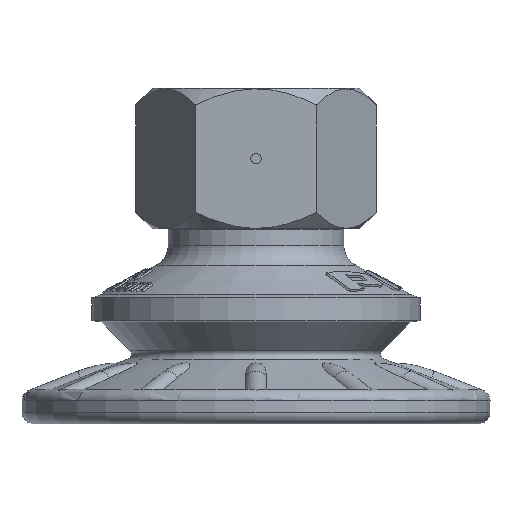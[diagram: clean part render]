
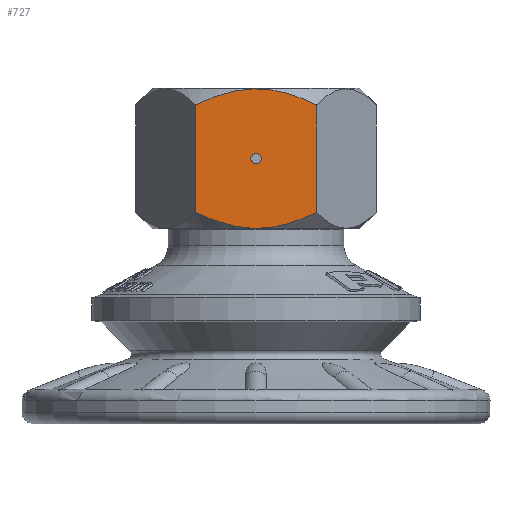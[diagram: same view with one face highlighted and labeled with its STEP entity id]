
A CAD part, front view. The second image highlights one B-rep face of the part: STEP entity #727.
In plain terms, the highlighted planar face has unit normal (0, -1, 0).
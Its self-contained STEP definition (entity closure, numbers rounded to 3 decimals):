
#727 = ADVANCED_FACE( '', ( #1588, #1589 ), #1590, .T. );
#1588 = FACE_BOUND( '', #2639, .T. );
#1589 = FACE_OUTER_BOUND( '', #2640, .T. );
#1590 = PLANE( '', #2641 );
#2639 = EDGE_LOOP( '', ( #4677 ) );
#2640 = EDGE_LOOP( '', ( #4678, #4679, #4680, #4681 ) );
#2641 = AXIS2_PLACEMENT_3D( '', #4682, #4683, #4684 );
#4677 = ORIENTED_EDGE( '', *, *, #6972, .T. );
#4678 = ORIENTED_EDGE( '', *, *, #6804, .F. );
#4679 = ORIENTED_EDGE( '', *, *, #6618, .F. );
#4680 = ORIENTED_EDGE( '', *, *, #6973, .F. );
#4681 = ORIENTED_EDGE( '', *, *, #6485, .T. );
#4682 = CARTESIAN_POINT( '', ( -5.774, -10., 0.5 ) );
#4683 = DIRECTION( '', ( 0., -1., 0. ) );
#4684 = DIRECTION( '', ( 0., 0., -1. ) );
#6485 = EDGE_CURVE( '', #7643, #7640, #7644, .T. );
#6618 = EDGE_CURVE( '', #7869, #7865, #7871, .T. );
#6804 = EDGE_CURVE( '', #7865, #7640, #8163, .T. );
#6972 = EDGE_CURVE( '', #8415, #8415, #8416, .T. );
#6973 = EDGE_CURVE( '', #7643, #7869, #8417, .F. );
#7640 = VERTEX_POINT( '', #9756 );
#7643 = VERTEX_POINT( '', #9770 );
#7644 = LINE( '', #9771, #9772 );
#7865 = VERTEX_POINT( '', #10324 );
#7869 = VERTEX_POINT( '', #10340 );
#7871 = LINE( '', #10353, #10354 );
#8163 = B_SPLINE_CURVE_WITH_KNOTS( '', 3, ( #11156, #11157, #11158, #11159, #11160, #11161, #11162, #11163, #11164, #11165, #11166, #11167, #11168, #11169, #11170, #11171, #11172, #11173 ), .UNSPECIFIED., .F., .F., ( 4, 2, 2, 2, 2, 2, 2, 2, 4 ), ( 0.007, 0.009, 0.01, 0.012, 0.013, 0.013, 0.016, 0.018, 0.019 ), .UNSPECIFIED. );
#8415 = VERTEX_POINT( '', #12111 );
#8416 = CIRCLE( '', #12112, 0.5 );
#8417 = B_SPLINE_CURVE_WITH_KNOTS( '', 3, ( #12113, #12114, #12115, #12116, #12117, #12118, #12119, #12120, #12121, #12122, #12123, #12124, #12125, #12126, #12127, #12128, #12129, #12130 ), .UNSPECIFIED., .F., .F., ( 4, 2, 2, 2, 2, 2, 2, 2, 4 ), ( 0.007, 0.009, 0.01, 0.012, 0.013, 0.013, 0.016, 0.018, 0.019 ), .UNSPECIFIED. );
#9756 = CARTESIAN_POINT( '', ( 5.774, -10., 13.9 ) );
#9770 = CARTESIAN_POINT( '', ( 5.774, -10., 3.6 ) );
#9771 = CARTESIAN_POINT( '', ( 5.774, -10., 0.5 ) );
#9772 = VECTOR( '', #13922, 1000. );
#10324 = CARTESIAN_POINT( '', ( -5.774, -10., 13.9 ) );
#10340 = CARTESIAN_POINT( '', ( -5.774, -10., 3.6 ) );
#10353 = CARTESIAN_POINT( '', ( -5.774, -10., 0.5 ) );
#10354 = VECTOR( '', #13982, 1000. );
#11156 = CARTESIAN_POINT( '', ( -5.774, -10., 13.9 ) );
#11157 = CARTESIAN_POINT( '', ( -5.326, -10., 14.124 ) );
#11158 = CARTESIAN_POINT( '', ( -4.869, -10., 14.333 ) );
#11159 = CARTESIAN_POINT( '', ( -3.93, -10., 14.711 ) );
#11160 = CARTESIAN_POINT( '', ( -3.453, -10., 14.878 ) );
#11161 = CARTESIAN_POINT( '', ( -2.489, -10., 15.152 ) );
#11162 = CARTESIAN_POINT( '', ( -2.001, -10., 15.26 ) );
#11163 = CARTESIAN_POINT( '', ( -1.258, -10., 15.371 ) );
#11164 = CARTESIAN_POINT( '', ( -1.009, -10., 15.399 ) );
#11165 = CARTESIAN_POINT( '', ( -0.506, -10., 15.437 ) );
#11166 = CARTESIAN_POINT( '', ( -0.251, -10., 15.447 ) );
#11167 = CARTESIAN_POINT( '', ( 1.018, -10., 15.447 ) );
#11168 = CARTESIAN_POINT( '', ( 2.006, -10., 15.29 ) );
#11169 = CARTESIAN_POINT( '', ( 3.457, -10., 14.876 ) );
#11170 = CARTESIAN_POINT( '', ( 3.938, -10., 14.708 ) );
#11171 = CARTESIAN_POINT( '', ( 4.872, -10., 14.332 ) );
#11172 = CARTESIAN_POINT( '', ( 5.327, -10., 14.123 ) );
#11173 = CARTESIAN_POINT( '', ( 5.774, -10., 13.9 ) );
#12111 = CARTESIAN_POINT( '', ( 0.002, -10., 8.25 ) );
#12112 = AXIS2_PLACEMENT_3D( '', #14121, #14122, #14123 );
#12113 = CARTESIAN_POINT( '', ( -5.774, -10., 3.6 ) );
#12114 = CARTESIAN_POINT( '', ( -5.326, -10., 3.376 ) );
#12115 = CARTESIAN_POINT( '', ( -4.869, -10., 3.167 ) );
#12116 = CARTESIAN_POINT( '', ( -3.93, -10., 2.789 ) );
#12117 = CARTESIAN_POINT( '', ( -3.453, -10., 2.622 ) );
#12118 = CARTESIAN_POINT( '', ( -2.489, -10., 2.348 ) );
#12119 = CARTESIAN_POINT( '', ( -2.001, -10., 2.24 ) );
#12120 = CARTESIAN_POINT( '', ( -1.258, -10., 2.129 ) );
#12121 = CARTESIAN_POINT( '', ( -1.009, -10., 2.101 ) );
#12122 = CARTESIAN_POINT( '', ( -0.506, -10., 2.063 ) );
#12123 = CARTESIAN_POINT( '', ( -0.251, -10., 2.053 ) );
#12124 = CARTESIAN_POINT( '', ( 1.018, -10., 2.053 ) );
#12125 = CARTESIAN_POINT( '', ( 2.006, -10., 2.21 ) );
#12126 = CARTESIAN_POINT( '', ( 3.457, -10., 2.624 ) );
#12127 = CARTESIAN_POINT( '', ( 3.938, -10., 2.792 ) );
#12128 = CARTESIAN_POINT( '', ( 4.872, -10., 3.168 ) );
#12129 = CARTESIAN_POINT( '', ( 5.327, -10., 3.377 ) );
#12130 = CARTESIAN_POINT( '', ( 5.774, -10., 3.6 ) );
#13922 = DIRECTION( '', ( 0., 0., 1. ) );
#13982 = DIRECTION( '', ( 0., 0., 1. ) );
#14121 = CARTESIAN_POINT( '', ( 0.002, -10., 8.75 ) );
#14122 = DIRECTION( '', ( 0., 1., 0. ) );
#14123 = DIRECTION( '', ( 0., 0., -1. ) );
